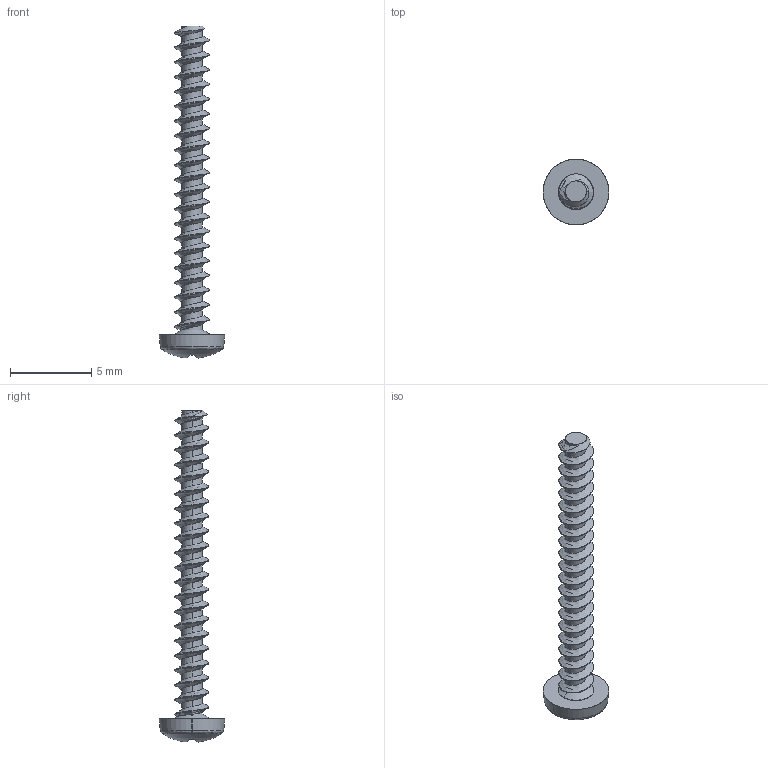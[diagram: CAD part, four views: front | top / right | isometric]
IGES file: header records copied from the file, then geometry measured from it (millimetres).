
Start section: SolidWorks IGES file using analytic representation for surfaces
Global section: file name: B00GDXULH0.3D.IGS; native system: SolidWorks 2010; preprocessor: SolidWorks 2010; author: Administrator; date: 140715.115714; units: millimetre
Bounding box: 4.06 x 4.06 x 20.49 mm (x, y, z)
Surface area: 188.2 mm2 (no closed solid volume)
Topology: 0 solids, 0 shells, 287 faces, 2912 edges, 2912 vertices
Faces by surface type: revolution 198, bspline 89
